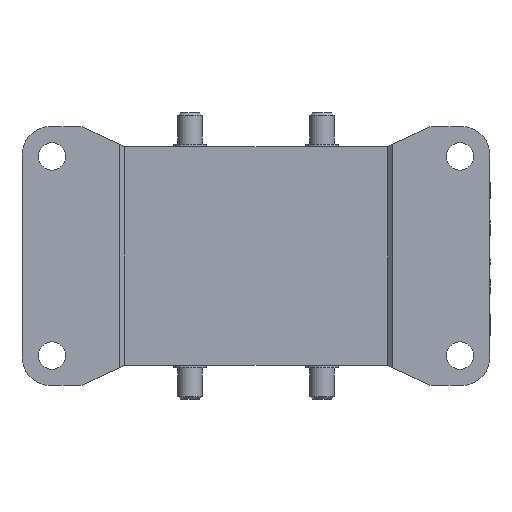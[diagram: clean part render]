
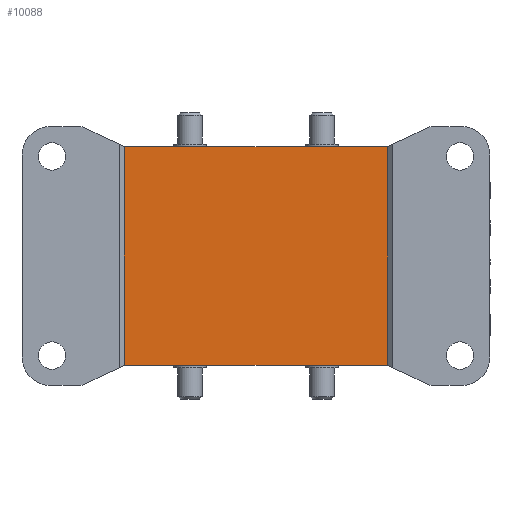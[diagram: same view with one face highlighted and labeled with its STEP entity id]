
A CAD part, front view. The second image highlights one B-rep face of the part: STEP entity #10088.
In plain terms, the highlighted planar face has unit normal (0, -1, 0).
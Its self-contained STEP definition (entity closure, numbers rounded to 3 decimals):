
#2574 = DIRECTION ( 'NONE',  ( 0., 0., -1. ) ) ;
#2575 = DIRECTION ( 'NONE',  ( 0., -1., 0. ) ) ;
#2576 = CARTESIAN_POINT ( 'NONE',  ( 0., -52.5, 0. ) ) ;
#2577 = PLANE ( 'NONE',  #15427 ) ;
#2664 = CARTESIAN_POINT ( 'NONE',  ( 26.422, -52.5, -21.949 ) ) ;
#2665 = CARTESIAN_POINT ( 'NONE',  ( -26.422, -52.5, 21.949 ) ) ;
#2760 = CARTESIAN_POINT ( 'NONE',  ( 26.422, -52.5, 21.949 ) ) ;
#2761 = CARTESIAN_POINT ( 'NONE',  ( -26.422, -52.5, -21.949 ) ) ;
#5155 = VERTEX_POINT ( 'NONE', #2761 ) ;
#5156 = VERTEX_POINT ( 'NONE', #2760 ) ;
#5202 = VERTEX_POINT ( 'NONE', #2665 ) ;
#5203 = VERTEX_POINT ( 'NONE', #2664 ) ;
#6078 = CARTESIAN_POINT ( 'NONE',  ( 26.404, -52.5, 21.941 ) ) ;
#6093 = CARTESIAN_POINT ( 'NONE',  ( -26.404, -52.5, 21.941 ) ) ;
#6138 = CARTESIAN_POINT ( 'NONE',  ( -26.404, -52.5, -21.941 ) ) ;
#6143 = CARTESIAN_POINT ( 'NONE',  ( 26.404, -52.5, -21.941 ) ) ;
#7198 = VECTOR ( 'NONE', #7663, 1000. ) ;
#7661 = LINE ( 'NONE', #7662, #7198 ) ;
#7662 = CARTESIAN_POINT ( 'NONE',  ( 0., -52.5, 21.941 ) ) ;
#7663 = DIRECTION ( 'NONE',  ( -1., 0., 0. ) ) ;
#8120 = LINE ( 'NONE', #8121, #8564 ) ;
#8121 = CARTESIAN_POINT ( 'NONE',  ( -35., -52.5, -26. ) ) ;
#8122 = DIRECTION ( 'NONE',  ( -0.904, 0., -0.427 ) ) ;
#8123 = LINE ( 'NONE', #8124, #8565 ) ;
#8124 = CARTESIAN_POINT ( 'NONE',  ( -26.422, -52.5, 0. ) ) ;
#8125 = DIRECTION ( 'NONE',  ( 0., 0., -1. ) ) ;
#8126 = LINE ( 'NONE', #8127, #8566 ) ;
#8127 = CARTESIAN_POINT ( 'NONE',  ( 35., -52.5, 26. ) ) ;
#8128 = DIRECTION ( 'NONE',  ( 0.904, 0., 0.427 ) ) ;
#8129 = LINE ( 'NONE', #8130, #8567 ) ;
#8130 = CARTESIAN_POINT ( 'NONE',  ( 26.404, -52.5, -21.941 ) ) ;
#8131 = DIRECTION ( 'NONE',  ( 0.904, 0., -0.427 ) ) ;
#8132 = LINE ( 'NONE', #8133, #8568 ) ;
#8133 = CARTESIAN_POINT ( 'NONE',  ( 26.422, -52.5, 0. ) ) ;
#8134 = DIRECTION ( 'NONE',  ( 0., 0., 1. ) ) ;
#8135 = LINE ( 'NONE', #8136, #8570 ) ;
#8136 = CARTESIAN_POINT ( 'NONE',  ( -26., -52.5, 21.75 ) ) ;
#8137 = DIRECTION ( 'NONE',  ( 0.904, 0., -0.427 ) ) ;
#8564 = VECTOR ( 'NONE', #8122, 1000. ) ;
#8565 = VECTOR ( 'NONE', #8125, 1000. ) ;
#8566 = VECTOR ( 'NONE', #8128, 1000. ) ;
#8567 = VECTOR ( 'NONE', #8131, 1000. ) ;
#8568 = VECTOR ( 'NONE', #8134, 1000. ) ;
#8570 = VECTOR ( 'NONE', #8137, 1000. ) ;
#9439 = VECTOR ( 'NONE', #12511, 1000. ) ;
#10088 = ADVANCED_FACE ( 'NONE', ( #15421 ), #2577, .T. ) ;
#10786 = VERTEX_POINT ( 'NONE', #6078 ) ;
#10801 = VERTEX_POINT ( 'NONE', #6093 ) ;
#10846 = VERTEX_POINT ( 'NONE', #6138 ) ;
#10851 = VERTEX_POINT ( 'NONE', #6143 ) ;
#11670 = EDGE_CURVE ( 'NONE', #10851, #10846, #12509, .T. ) ;
#11844 = EDGE_CURVE ( 'NONE', #10846, #5155, #8120, .T. ) ;
#11845 = EDGE_CURVE ( 'NONE', #5202, #5155, #8123, .T. ) ;
#11846 = EDGE_CURVE ( 'NONE', #10786, #5156, #8126, .T. ) ;
#11847 = EDGE_CURVE ( 'NONE', #10851, #5203, #8129, .T. ) ;
#11848 = EDGE_CURVE ( 'NONE', #5203, #5156, #8132, .T. ) ;
#11849 = EDGE_CURVE ( 'NONE', #5202, #10801, #8135, .T. ) ;
#12033 = EDGE_CURVE ( 'NONE', #10786, #10801, #7661, .T. ) ;
#12509 = LINE ( 'NONE', #12510, #9439 ) ;
#12510 = CARTESIAN_POINT ( 'NONE',  ( 30.935, -52.5, -21.941 ) ) ;
#12511 = DIRECTION ( 'NONE',  ( -1., 0., 0. ) ) ;
#14035 = ORIENTED_EDGE ( 'NONE', *, *, #11844, .F. ) ;
#14036 = ORIENTED_EDGE ( 'NONE', *, *, #11670, .F. ) ;
#14037 = ORIENTED_EDGE ( 'NONE', *, *, #11849, .F. ) ;
#14038 = ORIENTED_EDGE ( 'NONE', *, *, #11845, .T. ) ;
#14039 = ORIENTED_EDGE ( 'NONE', *, *, #12033, .T. ) ;
#14040 = ORIENTED_EDGE ( 'NONE', *, *, #11848, .T. ) ;
#14041 = ORIENTED_EDGE ( 'NONE', *, *, #11846, .F. ) ;
#14042 = ORIENTED_EDGE ( 'NONE', *, *, #11847, .T. ) ;
#14804 = EDGE_LOOP ( 'NONE', ( #14042, #14040, #14041, #14039, #14037, #14038, #14035, #14036 ) ) ;
#15421 = FACE_OUTER_BOUND ( 'NONE', #14804, .T. ) ;
#15427 = AXIS2_PLACEMENT_3D ( 'NONE', #2576, #2575, #2574 ) ;
